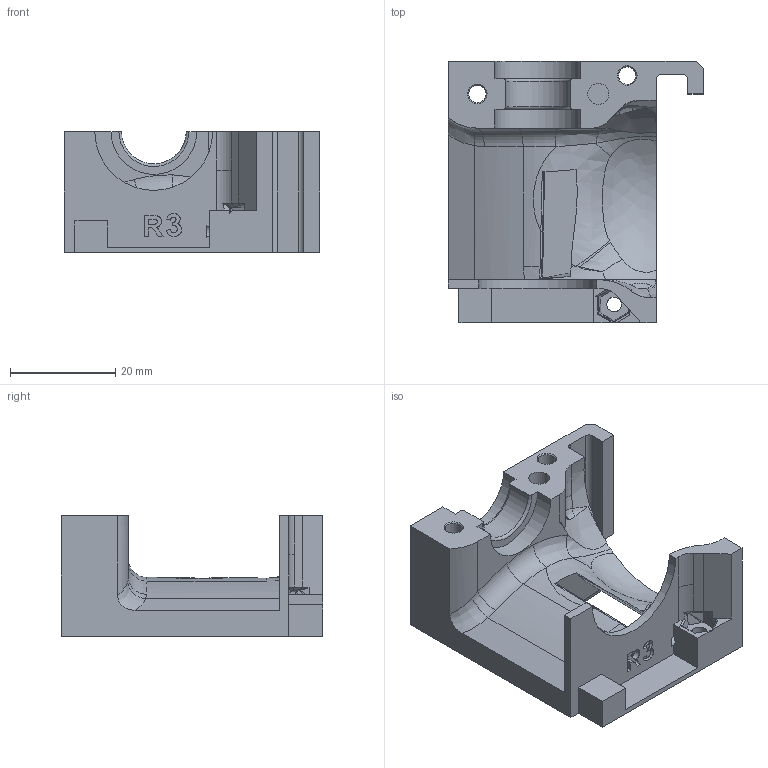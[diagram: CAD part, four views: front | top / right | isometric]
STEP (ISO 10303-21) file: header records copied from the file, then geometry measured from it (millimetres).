
FILE_DESCRIPTION(('FreeCAD Model'),'2;1');
FILE_NAME('extruder-cover.stp', '2018-08-01T13:37:32',('Author'),(''), 'Open CASCADE STEP processor 6.8','FreeCAD','Unknown');
FILE_SCHEMA(('AUTOMOTIVE_DESIGN_CC2 { 1 2 10303 214 -1 1 5 4 }'));
Length unit declared in the file: millimetre
Products named in the file (1): extruder-cover(r3)
Bounding box: 48.5 x 49.75 x 23 mm (x, y, z)
Volume: 20019 mm3; surface area: 9770.8 mm2
Topology: 1 solids, 14 shells, 273 faces, 696 edges, 455 vertices
Faces by surface type: plane 154, bspline 65, cylinder 43, cone 7, torus 4
Full cylindrical faces by diameter (mm): 1 x13, 2.8 x3, 3.3 x3, 4 x1, 6.2 x1
Entity records: 31117 total; most frequent: CARTESIAN_POINT 18559, DIRECTION 1835, ORIENTED_EDGE 1388, PCURVE 1388, DEFINITIONAL_REPRESENTATION 1388, LINE 1110, VECTOR 1110, B_SPLINE_CURVE_WITH_KNOTS 752
